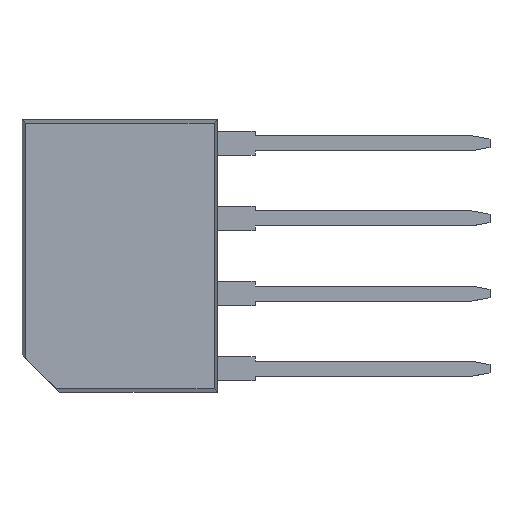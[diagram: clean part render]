
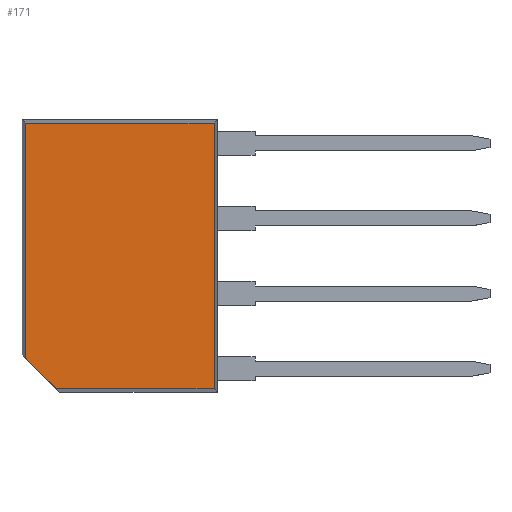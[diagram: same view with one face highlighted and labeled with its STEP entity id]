
A CAD part, top view. The second image highlights one B-rep face of the part: STEP entity #171.
In plain terms, the highlighted planar face has unit normal (0, 0, 1).
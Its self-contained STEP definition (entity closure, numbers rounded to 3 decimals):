
#171=ADVANCED_FACE('',(#297),#234,.T.);
#234=PLANE('',#1289);
#297=FACE_OUTER_BOUND('',#360,.T.);
#360=EDGE_LOOP('',(#423,#424,#425,#426,#427));
#423=ORIENTED_EDGE('',*,*,#829,.T.);
#424=ORIENTED_EDGE('',*,*,#830,.T.);
#425=ORIENTED_EDGE('',*,*,#831,.T.);
#426=ORIENTED_EDGE('',*,*,#832,.T.);
#427=ORIENTED_EDGE('',*,*,#833,.T.);
#729=VERTEX_POINT('',#1635);
#730=VERTEX_POINT('',#1636);
#731=VERTEX_POINT('',#1638);
#732=VERTEX_POINT('',#1640);
#733=VERTEX_POINT('',#1642);
#829=EDGE_CURVE('',#729,#730,#982,.T.);
#830=EDGE_CURVE('',#730,#731,#983,.T.);
#831=EDGE_CURVE('',#731,#732,#984,.T.);
#832=EDGE_CURVE('',#732,#733,#985,.T.);
#833=EDGE_CURVE('',#733,#729,#986,.T.);
#982=LINE('',#1634,#1135);
#983=LINE('',#1637,#1136);
#984=LINE('',#1639,#1137);
#985=LINE('',#1641,#1138);
#986=LINE('',#1643,#1139);
#1135=VECTOR('',#1354,1.);
#1136=VECTOR('',#1355,1.);
#1137=VECTOR('',#1356,1.);
#1138=VECTOR('',#1357,1.);
#1139=VECTOR('',#1358,1.);
#1289=AXIS2_PLACEMENT_3D('',#1644,#1359,#1360);
#1354=DIRECTION('',(0.707,-0.707,0.));
#1355=DIRECTION('',(1.,0.,0.));
#1356=DIRECTION('',(0.,1.,0.));
#1357=DIRECTION('',(-1.,0.,0.));
#1358=DIRECTION('',(0.,-1.,0.));
#1359=DIRECTION('',(0.,0.,1.));
#1360=DIRECTION('',(1.,0.,0.));
#1634=CARTESIAN_POINT('',(-0.025,1.425,3.5));
#1635=CARTESIAN_POINT('',(0.179,1.221,3.5));
#1636=CARTESIAN_POINT('',(1.821,-0.421,3.5));
#1637=CARTESIAN_POINT('',(5.2,-0.421,3.5));
#1638=CARTESIAN_POINT('',(10.221,-0.421,3.5));
#1639=CARTESIAN_POINT('',(10.221,6.65,3.5));
#1640=CARTESIAN_POINT('',(10.221,13.721,3.5));
#1641=CARTESIAN_POINT('',(5.2,13.721,3.5));
#1642=CARTESIAN_POINT('',(0.179,13.721,3.5));
#1643=CARTESIAN_POINT('',(0.179,6.65,3.5));
#1644=CARTESIAN_POINT('',(5.2,6.65,3.5));
